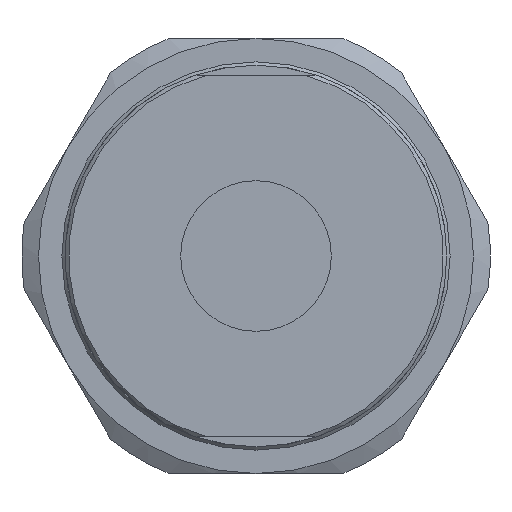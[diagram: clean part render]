
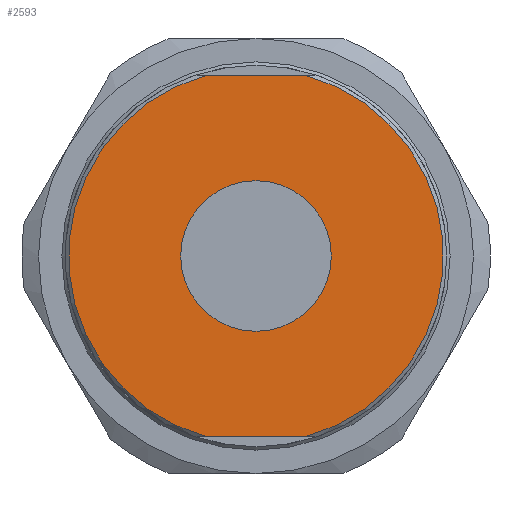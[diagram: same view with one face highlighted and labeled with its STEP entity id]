
A CAD part, front view. The second image highlights one B-rep face of the part: STEP entity #2593.
In plain terms, the highlighted planar face has unit normal (0, -1, 0).
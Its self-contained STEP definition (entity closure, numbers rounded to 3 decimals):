
#1687=CARTESIAN_POINT('',(7.416,0.,-27.0));
#1688=VERTEX_POINT('',#1687);
#1704=CARTESIAN_POINT('',(-7.416,0.,-27.0));
#1705=VERTEX_POINT('',#1704);
#1706=CARTESIAN_POINT('',(-7.416,0.0,-27.0));
#1707=DIRECTION('',(1.0,0.0,0.0));
#1708=VECTOR('',#1707,14.832);
#1709=LINE('',#1706,#1708);
#1710=EDGE_CURVE('',#1705,#1688,#1709,.T.);
#1757=CARTESIAN_POINT('',(-7.416,0.,27.0));
#1758=VERTEX_POINT('',#1757);
#1774=CARTESIAN_POINT('',(7.416,0.,27.0));
#1775=VERTEX_POINT('',#1774);
#1776=CARTESIAN_POINT('',(7.416,0.0,27.0));
#1777=DIRECTION('',(-1.0,0.0,0.0));
#1778=VECTOR('',#1777,14.832);
#1779=LINE('',#1776,#1778);
#1780=EDGE_CURVE('',#1775,#1758,#1779,.T.);
#1899=CARTESIAN_POINT('',(0.0,0.0,0.0));
#1900=DIRECTION('',(0.0,-1.0,0.0));
#1901=DIRECTION('',(1.0,0.0,0.0));
#1902=AXIS2_PLACEMENT_3D('',#1899,#1900,#1901);
#1903=CIRCLE('',#1902,28.);
#1904=EDGE_CURVE('',#1758,#1705,#1903,.T.);
#1919=CARTESIAN_POINT('',(0.0,0.0,0.0));
#1920=DIRECTION('',(0.0,-1.0,0.0));
#1921=DIRECTION('',(1.0,0.0,0.0));
#1922=AXIS2_PLACEMENT_3D('',#1919,#1920,#1921);
#1923=CIRCLE('',#1922,28.);
#1924=EDGE_CURVE('',#1688,#1775,#1923,.T.);
#2571=CARTESIAN_POINT('',(19.625,0.0,0.0));
#2572=DIRECTION('',(0.0,-1.0,0.0));
#2573=DIRECTION('',(0.0,0.0,-1.0));
#2574=AXIS2_PLACEMENT_3D('',#2571,#2572,#2573);
#2575=PLANE('',#2574);
#2576=ORIENTED_EDGE('',*,*,#1710,.T.);
#2577=ORIENTED_EDGE('',*,*,#1924,.T.);
#2578=ORIENTED_EDGE('',*,*,#1780,.T.);
#2579=ORIENTED_EDGE('',*,*,#1904,.T.);
#2580=EDGE_LOOP('',(#2576,#2577,#2578,#2579));
#2581=FACE_OUTER_BOUND('',#2580,.T.);
#2582=CARTESIAN_POINT('',(11.25,0.0,0.0));
#2583=VERTEX_POINT('',#2582);
#2584=CARTESIAN_POINT('',(0.0,0.0,0.0));
#2585=DIRECTION('',(0.0,-1.0,0.0));
#2586=DIRECTION('',(1.0,0.0,0.0));
#2587=AXIS2_PLACEMENT_3D('',#2584,#2585,#2586);
#2588=CIRCLE('',#2587,11.25);
#2589=EDGE_CURVE('',#2583,#2583,#2588,.T.);
#2590=ORIENTED_EDGE('',*,*,#2589,.F.);
#2591=EDGE_LOOP('',(#2590));
#2592=FACE_BOUND('',#2591,.T.);
#2593=ADVANCED_FACE('',(#2581,#2592),#2575,.T.);
